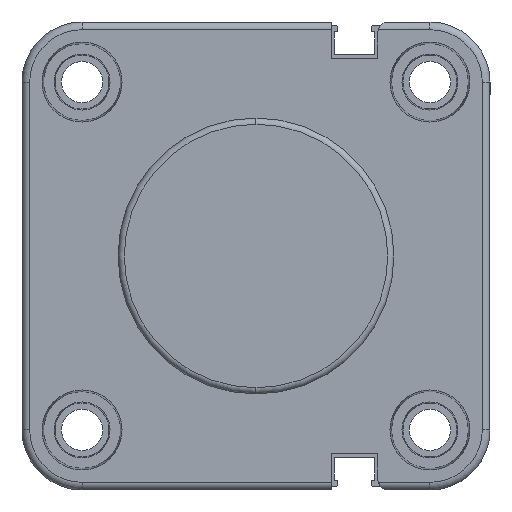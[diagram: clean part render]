
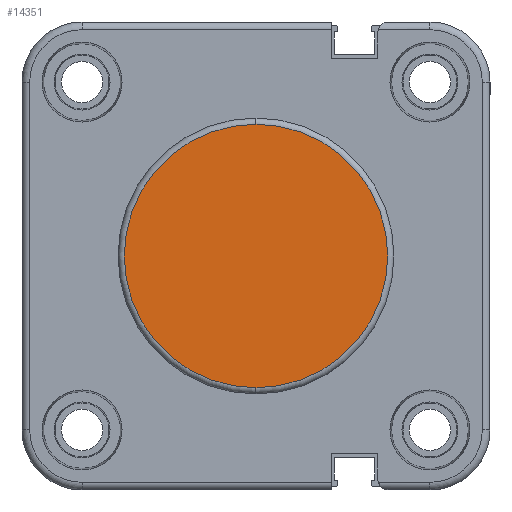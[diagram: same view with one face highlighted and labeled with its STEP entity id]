
A CAD part, left-side view. The second image highlights one B-rep face of the part: STEP entity #14351.
In plain terms, the highlighted planar face has unit normal (-1, 0, 0).
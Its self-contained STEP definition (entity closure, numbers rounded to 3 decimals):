
#1853 = CIRCLE ( 'NONE', #23071, 21.4 ) ;
#5774 = VERTEX_POINT ( 'NONE', #23318 ) ;
#6802 = CARTESIAN_POINT ( 'NONE',  ( 0., 0., 0. ) ) ;
#7016 = EDGE_LOOP ( 'NONE', ( #25510, #28949 ) ) ;
#7916 = FACE_OUTER_BOUND ( 'NONE', #7016, .T. ) ;
#8061 = CARTESIAN_POINT ( 'NONE',  ( 0., 0., 0. ) ) ;
#10975 = AXIS2_PLACEMENT_3D ( 'NONE', #6802, #18288, #17980 ) ;
#11328 = EDGE_CURVE ( 'NONE', #23549, #5774, #1853, .T. ) ;
#13019 = DIRECTION ( 'NONE',  ( 0., 0., 1. ) ) ;
#14351 = ADVANCED_FACE ( 'NONE', ( #7916 ), #22585, .T. ) ;
#15490 = CARTESIAN_POINT ( 'NONE',  ( 0., 0., -21.4 ) ) ;
#17649 = CIRCLE ( 'NONE', #26500, 21.4 ) ;
#17980 = DIRECTION ( 'NONE',  ( 0., 0., 1. ) ) ;
#18288 = DIRECTION ( 'NONE',  ( -1., 0., 0. ) ) ;
#18977 = EDGE_CURVE ( 'NONE', #5774, #23549, #17649, .T. ) ;
#19703 = CARTESIAN_POINT ( 'NONE',  ( 0., 0., 0. ) ) ;
#22173 = DIRECTION ( 'NONE',  ( 0., 0., 1. ) ) ;
#22585 = PLANE ( 'NONE',  #10975 ) ;
#23071 = AXIS2_PLACEMENT_3D ( 'NONE', #19703, #24452, #22173 ) ;
#23318 = CARTESIAN_POINT ( 'NONE',  ( 0., 0., 21.4 ) ) ;
#23549 = VERTEX_POINT ( 'NONE', #15490 ) ;
#24452 = DIRECTION ( 'NONE',  ( -1., 0., 0. ) ) ;
#25510 = ORIENTED_EDGE ( 'NONE', *, *, #18977, .T. ) ;
#26500 = AXIS2_PLACEMENT_3D ( 'NONE', #8061, #26888, #13019 ) ;
#26888 = DIRECTION ( 'NONE',  ( -1., 0., 0. ) ) ;
#28949 = ORIENTED_EDGE ( 'NONE', *, *, #11328, .T. ) ;
